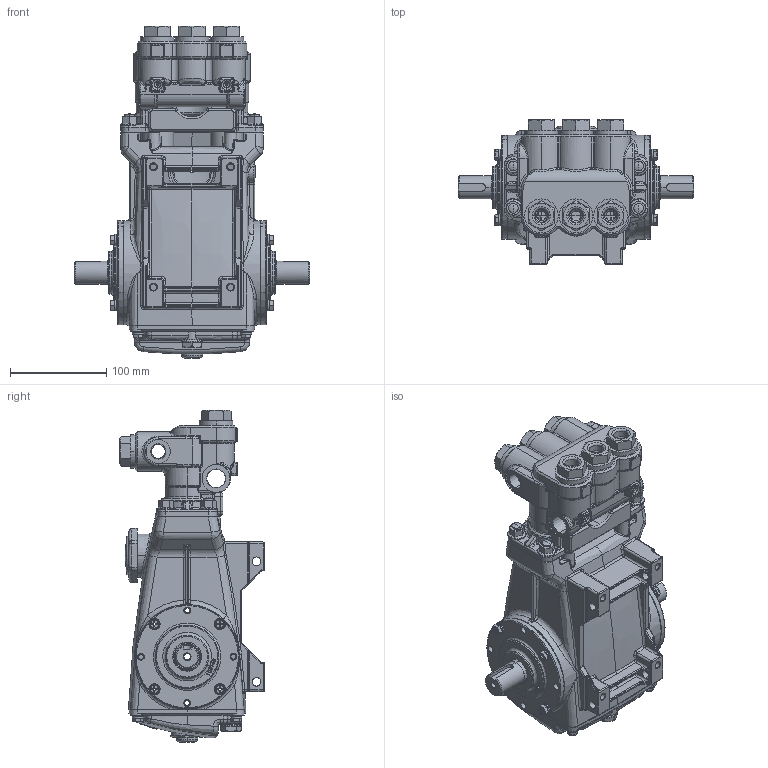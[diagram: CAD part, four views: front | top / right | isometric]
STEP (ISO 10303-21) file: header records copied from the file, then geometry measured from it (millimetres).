
FILE_DESCRIPTION (( 'STEP AP203' ), '1' );
FILE_NAME ('530.STEP', '2025-05-23T14:15:15', ( '' ), ( '' ), 'SwSTEP 2.0', 'SolidWorks 2025', '' );
FILE_SCHEMA (( 'CONFIG_CONTROL_DESIGN' ));
Products named in the file (1): 530
Bounding box: 244 x 150 x 344.5 mm (x, y, z)
Surface area: 287110 mm2 (no closed solid volume)
Topology: 0 solids, 71 shells, 2473 faces, 7486 edges, 4891 vertices
Faces by surface type: plane 756, cylinder 624, bspline 567, torus 246, cone 217, sphere 63
Entity records: 113235 total; most frequent: CARTESIAN_POINT 52676, ORIENTED_EDGE 12700, DIRECTION 11510, EDGE_CURVE 7397, VERTEX_POINT 4885, AXIS2_PLACEMENT_3D 4544, EDGE_LOOP 2713, CIRCLE 2637
